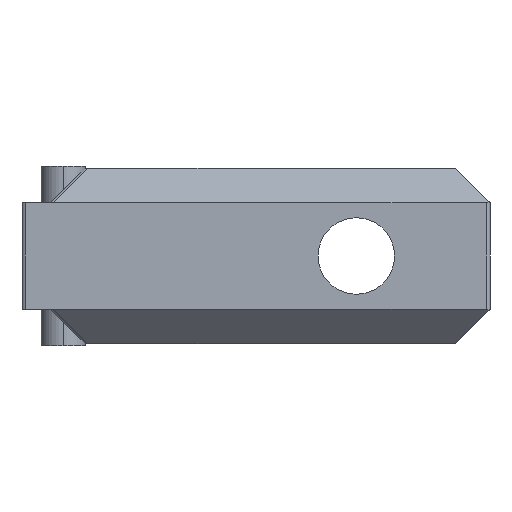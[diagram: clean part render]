
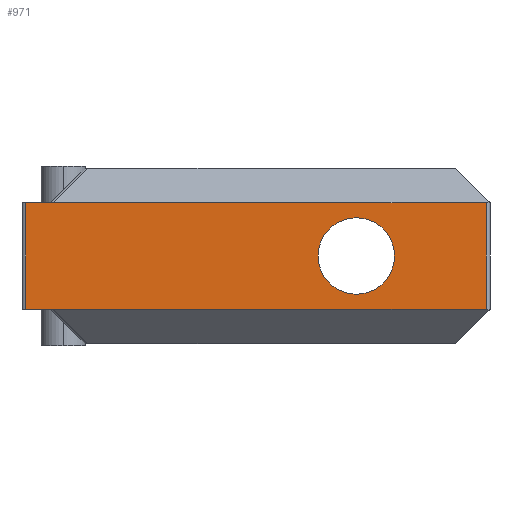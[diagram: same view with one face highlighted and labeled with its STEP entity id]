
A CAD part, front view. The second image highlights one B-rep face of the part: STEP entity #971.
In plain terms, the highlighted planar face has unit normal (0, -1, 0).
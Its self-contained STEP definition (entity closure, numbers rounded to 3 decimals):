
#9 = VERTEX_POINT ( 'NONE', #1129 ) ;
#10 = CARTESIAN_POINT ( 'NONE',  ( 24.3, 0., 2.8 ) ) ;
#24 = LINE ( 'NONE', #1462, #591 ) ;
#79 = LINE ( 'NONE', #1194, #816 ) ;
#82 = ORIENTED_EDGE ( 'NONE', *, *, #651, .F. ) ;
#88 = ORIENTED_EDGE ( 'NONE', *, *, #1497, .T. ) ;
#103 = VERTEX_POINT ( 'NONE', #585 ) ;
#147 = CARTESIAN_POINT ( 'NONE',  ( 0., 0., -2.8 ) ) ;
#188 = ORIENTED_EDGE ( 'NONE', *, *, #778, .F. ) ;
#216 = VERTEX_POINT ( 'NONE', #835 ) ;
#234 = CIRCLE ( 'NONE', #461, 2. ) ;
#236 = VECTOR ( 'NONE', #254, 1000. ) ;
#251 = DIRECTION ( 'NONE',  ( 1., 0., 0. ) ) ;
#254 = DIRECTION ( 'NONE',  ( 0., 0., 1. ) ) ;
#285 = EDGE_CURVE ( 'NONE', #1465, #795, #1464, .T. ) ;
#300 = ORIENTED_EDGE ( 'NONE', *, *, #642, .T. ) ;
#313 = CARTESIAN_POINT ( 'NONE',  ( 0., 0., -2.8 ) ) ;
#319 = ORIENTED_EDGE ( 'NONE', *, *, #906, .T. ) ;
#363 = CARTESIAN_POINT ( 'NONE',  ( 17.5, 0., 2. ) ) ;
#396 = VERTEX_POINT ( 'NONE', #904 ) ;
#450 = DIRECTION ( 'NONE',  ( 0., 1., 0. ) ) ;
#461 = AXIS2_PLACEMENT_3D ( 'NONE', #1383, #450, #815 ) ;
#512 = LINE ( 'NONE', #147, #998 ) ;
#517 = EDGE_LOOP ( 'NONE', ( #188, #1002, #319, #300, #1256, #82 ) ) ;
#526 = CARTESIAN_POINT ( 'NONE',  ( 17.5, 0., 0. ) ) ;
#532 = CIRCLE ( 'NONE', #1207, 2. ) ;
#580 = CARTESIAN_POINT ( 'NONE',  ( 0., 0., 2.8 ) ) ;
#585 = CARTESIAN_POINT ( 'NONE',  ( 0.2, 0., -2.8 ) ) ;
#591 = VECTOR ( 'NONE', #251, 1000. ) ;
#603 = CARTESIAN_POINT ( 'NONE',  ( 24.3, 0., 2.8 ) ) ;
#623 = ORIENTED_EDGE ( 'NONE', *, *, #864, .T. ) ;
#626 = DIRECTION ( 'NONE',  ( 0., 1., 0. ) ) ;
#631 = VECTOR ( 'NONE', #1020, 1000. ) ;
#638 = LINE ( 'NONE', #747, #631 ) ;
#642 = EDGE_CURVE ( 'NONE', #9, #1465, #1041, .T. ) ;
#651 = EDGE_CURVE ( 'NONE', #396, #795, #79, .T. ) ;
#745 = FACE_OUTER_BOUND ( 'NONE', #517, .T. ) ;
#747 = CARTESIAN_POINT ( 'NONE',  ( 0.2, 0., 2.8 ) ) ;
#752 = VERTEX_POINT ( 'NONE', #363 ) ;
#764 = DIRECTION ( 'NONE',  ( 1., 0., 0. ) ) ;
#778 = EDGE_CURVE ( 'NONE', #1518, #396, #24, .T. ) ;
#795 = VERTEX_POINT ( 'NONE', #10 ) ;
#815 = DIRECTION ( 'NONE',  ( 0., 0., 1. ) ) ;
#816 = VECTOR ( 'NONE', #1077, 1000. ) ;
#835 = CARTESIAN_POINT ( 'NONE',  ( 17.5, 0., -2. ) ) ;
#864 = EDGE_CURVE ( 'NONE', #216, #752, #532, .T. ) ;
#895 = DIRECTION ( 'NONE',  ( 0., 0., 1. ) ) ;
#904 = CARTESIAN_POINT ( 'NONE',  ( 1.641, 0., 2.8 ) ) ;
#906 = EDGE_CURVE ( 'NONE', #103, #9, #512, .T. ) ;
#909 = CARTESIAN_POINT ( 'NONE',  ( 24.3, 0., -2.8 ) ) ;
#939 = DIRECTION ( 'NONE',  ( 0., 0., 1. ) ) ;
#971 = ADVANCED_FACE ( 'NONE', ( #1384, #745 ), #1238, .F. ) ;
#998 = VECTOR ( 'NONE', #764, 1000. ) ;
#1002 = ORIENTED_EDGE ( 'NONE', *, *, #1334, .T. ) ;
#1020 = DIRECTION ( 'NONE',  ( 0., 0., -1. ) ) ;
#1041 = LINE ( 'NONE', #313, #1082 ) ;
#1047 = DIRECTION ( 'NONE',  ( 0., 1., 0. ) ) ;
#1077 = DIRECTION ( 'NONE',  ( 1., 0., 0. ) ) ;
#1082 = VECTOR ( 'NONE', #1297, 1000. ) ;
#1129 = CARTESIAN_POINT ( 'NONE',  ( 1.641, 0., -2.8 ) ) ;
#1194 = CARTESIAN_POINT ( 'NONE',  ( 0., 0., 2.8 ) ) ;
#1207 = AXIS2_PLACEMENT_3D ( 'NONE', #526, #626, #895 ) ;
#1238 = PLANE ( 'NONE',  #1430 ) ;
#1256 = ORIENTED_EDGE ( 'NONE', *, *, #285, .T. ) ;
#1297 = DIRECTION ( 'NONE',  ( 1., 0., 0. ) ) ;
#1306 = EDGE_LOOP ( 'NONE', ( #88, #623 ) ) ;
#1334 = EDGE_CURVE ( 'NONE', #1518, #103, #638, .T. ) ;
#1383 = CARTESIAN_POINT ( 'NONE',  ( 17.5, 0., 0. ) ) ;
#1384 = FACE_BOUND ( 'NONE', #1306, .T. ) ;
#1430 = AXIS2_PLACEMENT_3D ( 'NONE', #580, #1047, #939 ) ;
#1462 = CARTESIAN_POINT ( 'NONE',  ( 0., 0., 2.8 ) ) ;
#1464 = LINE ( 'NONE', #603, #236 ) ;
#1465 = VERTEX_POINT ( 'NONE', #909 ) ;
#1497 = EDGE_CURVE ( 'NONE', #752, #216, #234, .T. ) ;
#1505 = CARTESIAN_POINT ( 'NONE',  ( 0.2, 0., 2.8 ) ) ;
#1518 = VERTEX_POINT ( 'NONE', #1505 ) ;
